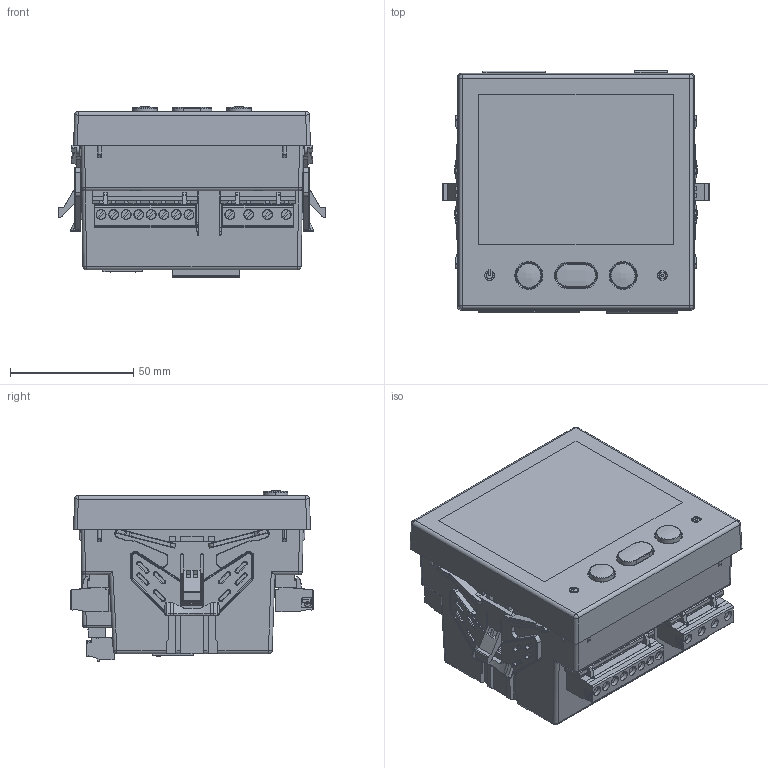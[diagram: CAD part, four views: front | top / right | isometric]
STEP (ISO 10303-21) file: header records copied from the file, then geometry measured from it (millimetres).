
FILE_DESCRIPTION (( 'STEP AP214' ), '1' );
FILE_NAME ('CVM-C11 賦凳源偶 03-03.STEP', '2022-03-03T09:47:09', ( '' ), ( '' ), 'SwSTEP 2.0', 'SolidWorks 2009', '' );
FILE_SCHEMA (( 'AUTOMOTIVE_DESIGN' ));
Length unit declared in the file: millimetre
Products named in the file (25): 誑覜ん; 邧齬眻渀-潔擒2_2*6; MCV_1_5-7-G-3_81; CVM-C11 賦凳源偶 03-03; gmstbva_2.5-2-g-7.62; gmstb_2.5-2-st-7.62; RJ45-C-1-1734577-1; 褲极_ヶ; 孺桯啣; mc_1.5-7-st-3.81; 芵隴啣-1; 偌瑩-1; 珆尨啣_35等伎そ; 翋啣; ヶ傍_720C 等伎そ; mstbva_2.5-5-g-5.08; gmstbva_2.5-4-g-7.62; gmstb_2.5-4-st-7.62; mstb_2.5-5-st-5.08; ш揖羲壽_8.5; 邧齬釱-泂え潔擒2_2*6; mstbva_2.5-8-g-5.08_Default; mstb_2.5-8-st-5.08_Default; 假蚾殤-苤1; LED 脣蚾 5-2_5-5
Assembly tree (29 placements, depth 2):
  CVM-C11 賦凳源偶 03-03
    mstb_2.5-8-st-5.08_Default
    gmstbva_2.5-4-g-7.62
    ш揖羲壽_8.5  x3
    mstbva_2.5-8-g-5.08_Default
    珆尨啣_35等伎そ
    MCV_1_5-7-G-3_81
    翋啣
    假蚾殤-苤1  x2
    gmstbva_2.5-2-g-7.62
    邧齬眻渀-潔擒2_2*6
    gmstb_2.5-4-st-7.62
    孺桯啣
    mstbva_2.5-5-g-5.08
    LED 脣蚾 5-2_5-5  x2
    偌瑩-1
    邧齬釱-泂え潔擒2_2*6  x2
    誑覜ん
    芵隴啣-1
    gmstb_2.5-2-st-7.62
    mstb_2.5-5-st-5.08
    RJ45-C-1-1734577-1
    褲极_ヶ
    mc_1.5-7-st-3.81
    ヶ傍_720C 等伎そ
Bounding box: 108 x 98.08 x 69.14 mm (x, y, z)
Volume: 158777.5 mm3; surface area: 178013.3 mm2
Topology: 31 solids, 31 shells, 5684 faces, 14555 edges, 9299 vertices
Faces by surface type: plane 4066, cylinder 1208, torus 153, cone 126, bspline 119, sphere 12
Entity records: 194453 total; most frequent: CARTESIAN_POINT 34341, ORIENTED_EDGE 26272, DIRECTION 24798, EDGE_CURVE 13136, LINE 9784, VECTOR 9784, VERTEX_POINT 8456, AXIS2_PLACEMENT_3D 7507
